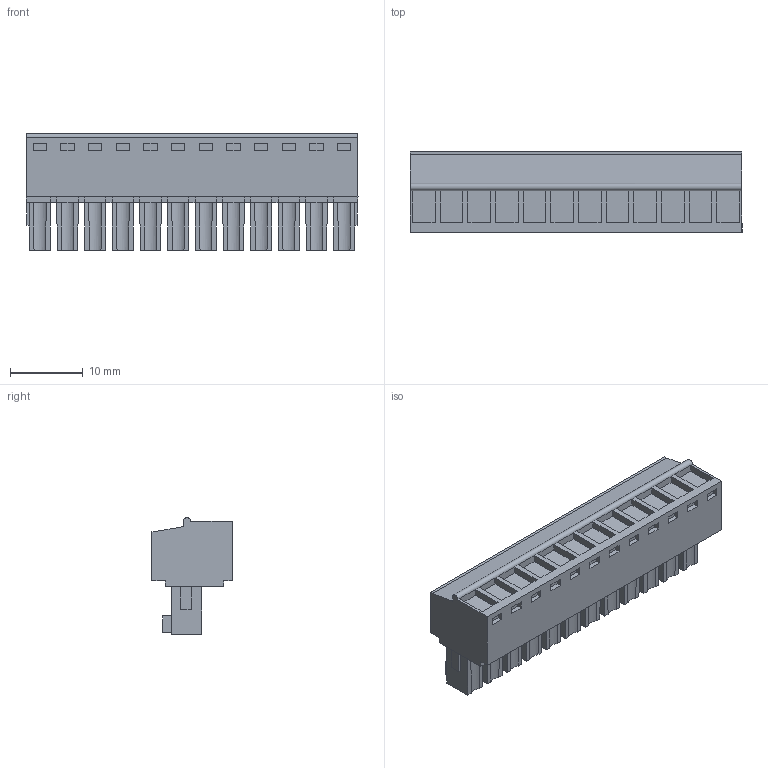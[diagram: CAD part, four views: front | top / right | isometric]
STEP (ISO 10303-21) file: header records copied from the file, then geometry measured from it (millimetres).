
FILE_DESCRIPTION(('CATIA V5 STEP','CAx-IF Rec.Pracs.--- Model Styling and Organization---1.2---2011-12-15'),'2;1');
FILE_NAME ('D1459715_0_1940830000_1940830000.stp','2017-04-14T13:14:47+00:00',('none'),('Weidmueller'),'CATIA Version 5-6 Release 2014','CATIA V5 STEP AP214','none');
FILE_SCHEMA(('AUTOMOTIVE_DESIGN { 1 0 10303 214 1 1 1 1 }'));
Length unit declared in the file: millimetre
Products named in the file (1): 1940830000
Bounding box: 45.72 x 11.1 x 16.1 mm (x, y, z)
Volume: 4683.3 mm3; surface area: 4270.9 mm2
Topology: 13 solids, 13 shells, 594 faces, 1489 edges, 981 vertices
Faces by surface type: plane 497, cylinder 97
Entity records: 16266 total; most frequent: CARTESIAN_POINT 3068, ORIENTED_EDGE 2978, DIRECTION 2144, EDGE_CURVE 1489, VECTOR 1223, LINE 1223, VERTEX_POINT 981, EDGE_LOOP 654
